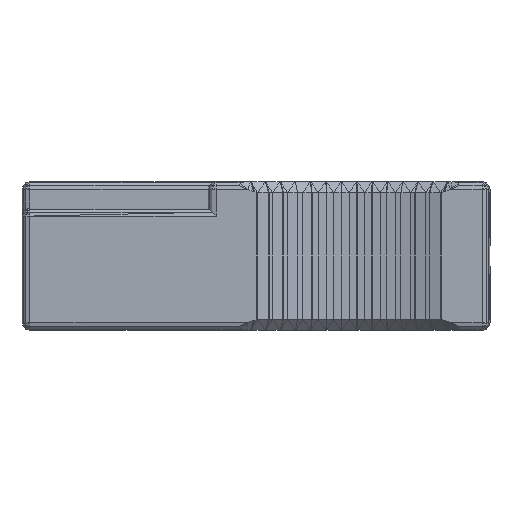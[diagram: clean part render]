
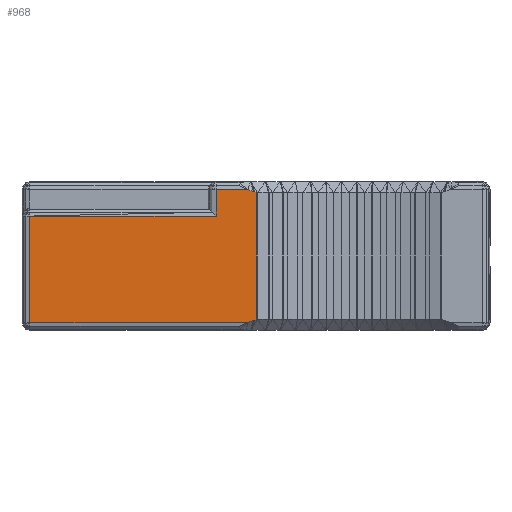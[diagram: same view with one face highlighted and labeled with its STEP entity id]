
A CAD part, left-side view. The second image highlights one B-rep face of the part: STEP entity #968.
In plain terms, the highlighted planar face has unit normal (-1, 0, 0).
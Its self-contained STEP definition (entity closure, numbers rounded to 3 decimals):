
#410 = VERTEX_POINT('',#411);
#411 = CARTESIAN_POINT('',(-6.75,-14.418,-2.84));
#463 = EDGE_CURVE('',#410,#464,#466,.T.);
#464 = VERTEX_POINT('',#465);
#465 = CARTESIAN_POINT('',(-6.75,-0.5,-2.84));
#466 = LINE('',#467,#468);
#467 = CARTESIAN_POINT('',(-6.75,-14.418,-2.84));
#468 = VECTOR('',#469,1.);
#469 = DIRECTION('',(0.,1.,0.));
#777 = VERTEX_POINT('',#778);
#778 = CARTESIAN_POINT('',(-6.75,-0.5,3.96));
#845 = VERTEX_POINT('',#846);
#846 = CARTESIAN_POINT('',(-6.75,-12.4,3.96));
#853 = EDGE_CURVE('',#777,#845,#854,.T.);
#854 = LINE('',#855,#856);
#855 = CARTESIAN_POINT('',(-6.75,-0.5,3.96));
#856 = VECTOR('',#857,1.);
#857 = DIRECTION('',(0.,-1.,0.));
#968 = ADVANCED_FACE('',(#969),#1065,.T.);
#969 = FACE_BOUND('',#970,.T.);
#970 = EDGE_LOOP('',(#971,#979,#980,#986,#987,#995,#1003,#1011,#1019,
    #1027,#1035,#1043,#1051,#1059));
#971 = ORIENTED_EDGE('',*,*,#972,.T.);
#972 = EDGE_CURVE('',#973,#845,#975,.T.);
#973 = VERTEX_POINT('',#974);
#974 = CARTESIAN_POINT('',(-6.75,-12.4,5.66));
#975 = LINE('',#976,#977);
#976 = CARTESIAN_POINT('',(-6.75,-12.4,5.66));
#977 = VECTOR('',#978,1.);
#978 = DIRECTION('',(0.,0.,-1.));
#979 = ORIENTED_EDGE('',*,*,#853,.F.);
#980 = ORIENTED_EDGE('',*,*,#981,.F.);
#981 = EDGE_CURVE('',#464,#777,#982,.T.);
#982 = LINE('',#983,#984);
#983 = CARTESIAN_POINT('',(-6.75,-0.5,-2.84));
#984 = VECTOR('',#985,1.);
#985 = DIRECTION('',(0.,0.,1.));
#986 = ORIENTED_EDGE('',*,*,#463,.F.);
#987 = ORIENTED_EDGE('',*,*,#988,.T.);
#988 = EDGE_CURVE('',#410,#989,#991,.T.);
#989 = VERTEX_POINT('',#990);
#990 = CARTESIAN_POINT('',(-6.75,-14.787,-2.707));
#991 = LINE('',#992,#993);
#992 = CARTESIAN_POINT('',(-6.75,-14.418,-2.84));
#993 = VECTOR('',#994,1.);
#994 = DIRECTION('',(0.,-0.94,0.34));
#995 = ORIENTED_EDGE('',*,*,#996,.T.);
#996 = EDGE_CURVE('',#989,#997,#999,.T.);
#997 = VERTEX_POINT('',#998);
#998 = CARTESIAN_POINT('',(-6.75,-14.825,-2.693));
#999 = LINE('',#1000,#1001);
#1000 = CARTESIAN_POINT('',(-6.75,-14.787,-2.707));
#1001 = VECTOR('',#1002,1.);
#1002 = DIRECTION('',(0.,-0.94,0.34));
#1003 = ORIENTED_EDGE('',*,*,#1004,.T.);
#1004 = EDGE_CURVE('',#997,#1005,#1007,.T.);
#1005 = VERTEX_POINT('',#1006);
#1006 = CARTESIAN_POINT('',(-6.75,-14.865,-2.68));
#1007 = LINE('',#1008,#1009);
#1008 = CARTESIAN_POINT('',(-6.75,-14.825,-2.693));
#1009 = VECTOR('',#1010,1.);
#1010 = DIRECTION('',(0.,-0.955,0.298));
#1011 = ORIENTED_EDGE('',*,*,#1012,.T.);
#1012 = EDGE_CURVE('',#1005,#1013,#1015,.T.);
#1013 = VERTEX_POINT('',#1014);
#1014 = CARTESIAN_POINT('',(-6.75,-14.989,-2.642));
#1015 = LINE('',#1016,#1017);
#1016 = CARTESIAN_POINT('',(-6.75,-14.865,-2.68));
#1017 = VECTOR('',#1018,1.);
#1018 = DIRECTION('',(0.,-0.955,0.298));
#1019 = ORIENTED_EDGE('',*,*,#1020,.T.);
#1020 = EDGE_CURVE('',#1013,#1021,#1023,.T.);
#1021 = VERTEX_POINT('',#1022);
#1022 = CARTESIAN_POINT('',(-6.75,-14.989,5.462));
#1023 = LINE('',#1024,#1025);
#1024 = CARTESIAN_POINT('',(-6.75,-14.989,-2.642));
#1025 = VECTOR('',#1026,1.);
#1026 = DIRECTION('',(0.,0.,1.));
#1027 = ORIENTED_EDGE('',*,*,#1028,.T.);
#1028 = EDGE_CURVE('',#1021,#1029,#1031,.T.);
#1029 = VERTEX_POINT('',#1030);
#1030 = CARTESIAN_POINT('',(-6.75,-14.865,5.5));
#1031 = LINE('',#1032,#1033);
#1032 = CARTESIAN_POINT('',(-6.75,-14.989,5.462));
#1033 = VECTOR('',#1034,1.);
#1034 = DIRECTION('',(0.,0.955,0.298));
#1035 = ORIENTED_EDGE('',*,*,#1036,.T.);
#1036 = EDGE_CURVE('',#1029,#1037,#1039,.T.);
#1037 = VERTEX_POINT('',#1038);
#1038 = CARTESIAN_POINT('',(-6.75,-14.825,5.513));
#1039 = LINE('',#1040,#1041);
#1040 = CARTESIAN_POINT('',(-6.75,-14.865,5.5));
#1041 = VECTOR('',#1042,1.);
#1042 = DIRECTION('',(0.,0.955,0.298));
#1043 = ORIENTED_EDGE('',*,*,#1044,.T.);
#1044 = EDGE_CURVE('',#1037,#1045,#1047,.T.);
#1045 = VERTEX_POINT('',#1046);
#1046 = CARTESIAN_POINT('',(-6.75,-14.787,5.527));
#1047 = LINE('',#1048,#1049);
#1048 = CARTESIAN_POINT('',(-6.75,-14.825,5.513));
#1049 = VECTOR('',#1050,1.);
#1050 = DIRECTION('',(0.,0.94,0.34));
#1051 = ORIENTED_EDGE('',*,*,#1052,.T.);
#1052 = EDGE_CURVE('',#1045,#1053,#1055,.T.);
#1053 = VERTEX_POINT('',#1054);
#1054 = CARTESIAN_POINT('',(-6.75,-14.418,5.66));
#1055 = LINE('',#1056,#1057);
#1056 = CARTESIAN_POINT('',(-6.75,-14.787,5.527));
#1057 = VECTOR('',#1058,1.);
#1058 = DIRECTION('',(0.,0.94,0.34));
#1059 = ORIENTED_EDGE('',*,*,#1060,.T.);
#1060 = EDGE_CURVE('',#1053,#973,#1061,.T.);
#1061 = LINE('',#1062,#1063);
#1062 = CARTESIAN_POINT('',(-6.75,-14.418,5.66));
#1063 = VECTOR('',#1064,1.);
#1064 = DIRECTION('',(0.,1.,0.));
#1065 = PLANE('',#1066);
#1066 = AXIS2_PLACEMENT_3D('',#1067,#1068,#1069);
#1067 = CARTESIAN_POINT('',(-6.75,-8.135,0.967));
#1068 = DIRECTION('',(-1.,0.,0.));
#1069 = DIRECTION('',(0.,0.,-1.));
